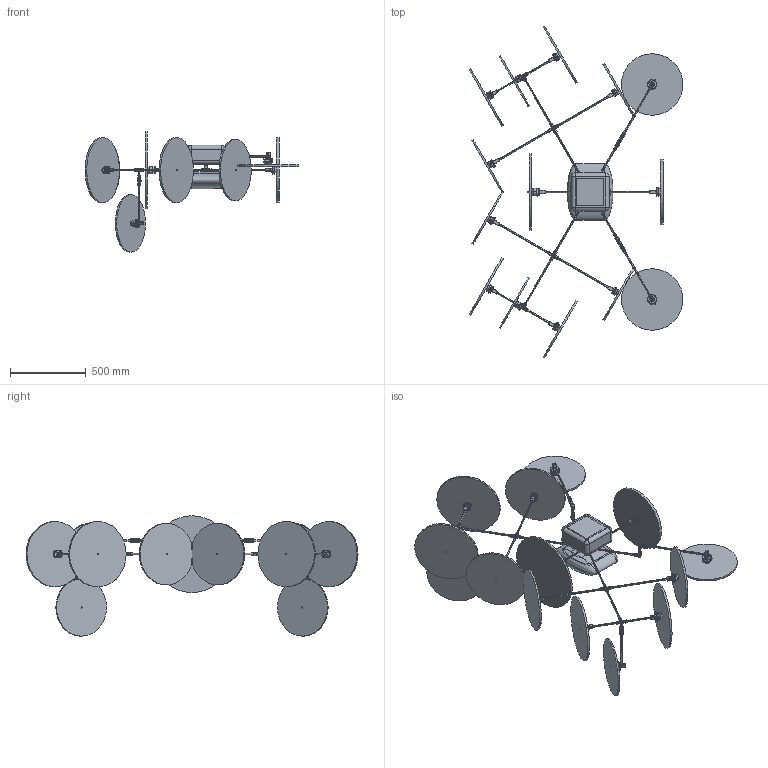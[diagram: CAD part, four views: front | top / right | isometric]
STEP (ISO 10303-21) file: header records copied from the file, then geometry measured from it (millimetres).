
FILE_DESCRIPTION((''),'2;1');
FILE_NAME('UAV_ASM','2023-05-16T17:41:24',('E33734'),(''),'CREO PARAMETRIC BY PTC INC, 2019352','CREO PARAMETRIC BY PTC INC, 2019352','');
FILE_SCHEMA(('CONFIG_CONTROL_DESIGN'));
Length unit declared in the file: millimetre
Products named in the file (93): ORIENT; MAINHUB_1; ARM_2622_1; CROSS_1; ARM_2618_1; FLANGE_2; MOTOR_2; PROPELLER_2; ARM_2621_1; BRANCH_280_1; ARM_2619_1; FLANGE_4; MOTOR_4; PROPELLER_4; FIXEDROTATIONARM_293_1; BEND_1; ARM_2620_1; FLANGE_846_1; MOTOR_6; PROPELLER_6; ARM_2619_2; FLANGE_5; MOTOR_5; PROPELLER_5; ARM_2618_2; FLANGE_3; MOTOR_3; PROPELLER_3; CARGOCASE; CARGO; ARM_2625_1; FLANGE_6; MOTOR_8; PROPELLER_8; ROTATEDARM_835_2; BEND_5; ARM_2624_2; BEND_6; ROTATEDARM_836_2; BEND_7 ...
Assembly tree (92 placements, depth 2):
  UAV_ASM
    ORIENT
    MAINHUB_1
    ARM_2622_1
    CROSS_1
    ARM_2618_1
    FLANGE_2
    MOTOR_2
    PROPELLER_2
    ARM_2621_1
    BRANCH_280_1
    ARM_2619_1
    FLANGE_4
    MOTOR_4
    PROPELLER_4
    FIXEDROTATIONARM_293_1
    BEND_1
    ARM_2620_1
    FLANGE_846_1
    MOTOR_6
    PROPELLER_6
    ARM_2619_2
    FLANGE_5
    MOTOR_5
    PROPELLER_5
    ARM_2618_2
    FLANGE_3
    MOTOR_3
    PROPELLER_3
    CARGOCASE
    CARGO
    ARM_2625_1
    FLANGE_6
    MOTOR_8
    PROPELLER_8
    ROTATEDARM_835_2
    BEND_5
    ARM_2624_2
    BEND_6
    ROTATEDARM_836_2
    BEND_7
    ARM_2623_2
    FLANGE_847_2
    MOTOR_9
    PROPELLER_9
    FUSELAGE_1
    SENSOR_2
    SENSOR_4
    SENSOR_6
    SENSOR_5
    SENSOR_3
    SENSOR_1
    BATTERY_1
    ROTATEDARM_835_1
    BEND_2
    ARM_2624_1
    BEND_3
    ROTATEDARM_836_1
    BEND_4
    ARM_2623_1
Bounding box: 1414.71 x 2196.67 x 796.68 mm (x, y, z)
Volume: 36207976.5 mm3; surface area: 6250582.6 mm2
Topology: 133 solids, 136 shells, 2192 faces, 4930 edges, 3074 vertices
Faces by surface type: cylinder 1136, plane 805, sphere 128, torus 58, cone 56, revolution 6, extrusion 3
Entity records: 66323 total; most frequent: CARTESIAN_POINT 14544, DIRECTION 11209, ORIENTED_EDGE 9852, EDGE_CURVE 4926, AXIS2_PLACEMENT_3D 4307, VERTEX_POINT 3074, VECTOR 2589, LINE 2586
